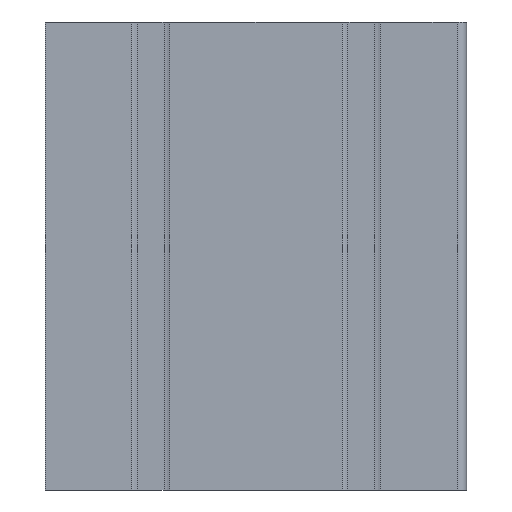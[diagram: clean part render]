
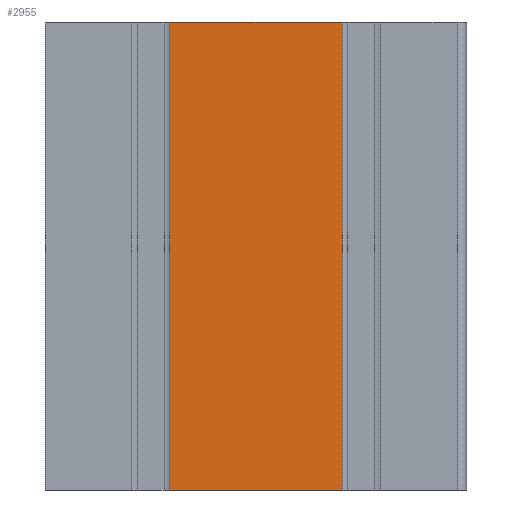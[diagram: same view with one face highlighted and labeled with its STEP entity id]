
A CAD part, front view. The second image highlights one B-rep face of the part: STEP entity #2955.
In plain terms, the highlighted planar face has unit normal (0, -1, 0).
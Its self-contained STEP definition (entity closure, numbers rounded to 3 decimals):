
#173=FACE_OUTER_BOUND($,#326,.T.);
#326=EDGE_LOOP($,(#2219,#2220,#2221,#2222));
#489=LINE($,#4244,#857);
#618=LINE($,#4569,#986);
#622=LINE($,#4578,#990);
#623=LINE($,#4579,#991);
#857=VECTOR($,#3390,36.8);
#986=VECTOR($,#3643,100.);
#990=VECTOR($,#3653,36.8);
#991=VECTOR($,#3654,100.);
#1228=VERTEX_POINT($,#4241);
#1229=VERTEX_POINT($,#4243);
#1363=VERTEX_POINT($,#4567);
#1365=VERTEX_POINT($,#4577);
#1533=EDGE_CURVE($,#1228,#1229,#489,.T.);
#1696=EDGE_CURVE($,#1228,#1363,#618,.T.);
#1700=EDGE_CURVE($,#1363,#1365,#622,.T.);
#1701=EDGE_CURVE($,#1365,#1229,#623,.T.);
#2219=ORIENTED_EDGE($,*,*,#1696,.T.);
#2220=ORIENTED_EDGE($,*,*,#1700,.T.);
#2221=ORIENTED_EDGE($,*,*,#1701,.T.);
#2222=ORIENTED_EDGE($,*,*,#1533,.F.);
#2835=PLANE($,#3154);
#2955=ADVANCED_FACE($,(#173),#2835,.T.);
#3154=AXIS2_PLACEMENT_3D($,#4576,#3651,#3652);
#3390=DIRECTION($,(-1.,0.,0.));
#3643=DIRECTION($,(0.,0.,1.));
#3651=DIRECTION('center_axis',(0.,-1.,0.));
#3652=DIRECTION('ref_axis',(0.,0.,1.));
#3653=DIRECTION($,(-1.,0.,0.));
#3654=DIRECTION($,(0.,0.,-1.));
#4241=CARTESIAN_POINT('',(18.4,-30.,0.));
#4243=CARTESIAN_POINT('',(-18.4,-30.,0.));
#4244=CARTESIAN_POINT($,(18.4,-30.,0.));
#4567=CARTESIAN_POINT('',(18.4,-30.,100.));
#4569=CARTESIAN_POINT($,(18.4,-30.,0.));
#4576=CARTESIAN_POINT('Origin',(-26.6,-30.,0.));
#4577=CARTESIAN_POINT('',(-18.4,-30.,100.));
#4578=CARTESIAN_POINT($,(18.4,-30.,100.));
#4579=CARTESIAN_POINT($,(-18.4,-30.,100.));
